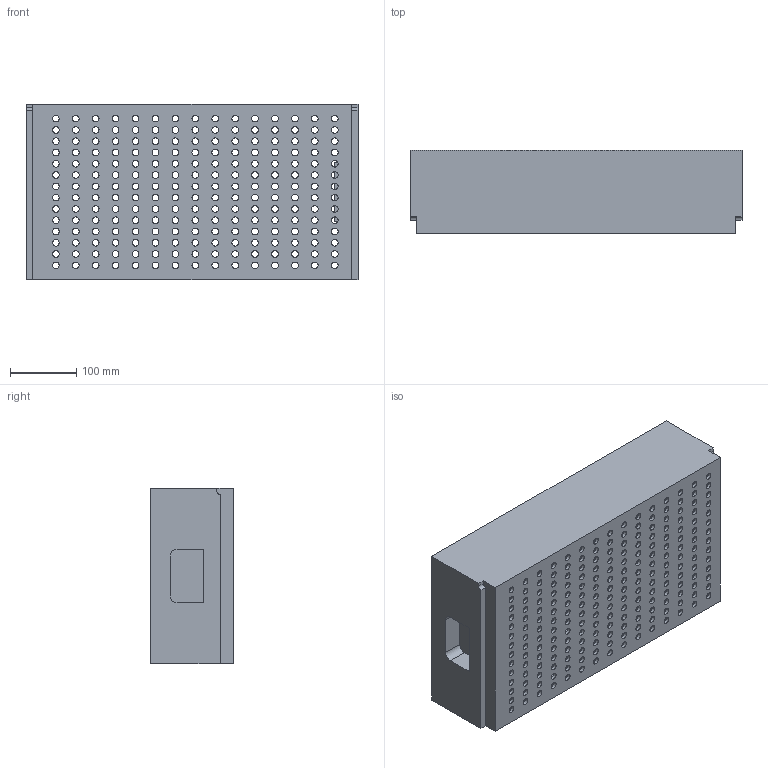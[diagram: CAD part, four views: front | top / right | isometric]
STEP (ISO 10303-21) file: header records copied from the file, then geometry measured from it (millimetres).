
FILE_DESCRIPTION( ('This file contains a STEP AP42 implementation' ,'as created by ZW3D STEP Interface translator.' ,'') ,'2;1' );
FILE_NAME( '摩褲眊.ipt.stp' ,'251027.114725', (''), ('ZWCAD Software Co.'), 'Version 1.0', 'ZW3D to STEP translator', '' );
FILE_SCHEMA(('AUTOMOTIVE_DESIGN { 1 0 10303 214 1 1 1 1 }'));
Length unit declared in the file: millimetre
Products named in the file (1): 0
Bounding box: 500 x 125 x 265 mm (x, y, z)
Volume: 1562535.7 mm3; surface area: 665655.7 mm2
Topology: 1 solids, 1 shells, 263 faces, 1188 edges, 932 vertices
Faces by surface type: cylinder 222, plane 41
Full cylindrical faces by diameter (mm): 10 x210
Entity records: 14289 total; most frequent: DIRECTION 2580, CARTESIAN_POINT 2384, ORIENTED_EDGE 2376, EDGE_CURVE 1188, AXIS2_PLACEMENT_3D 1128, VERTEX_POINT 932, CIRCLE 864, EDGE_LOOP 688
